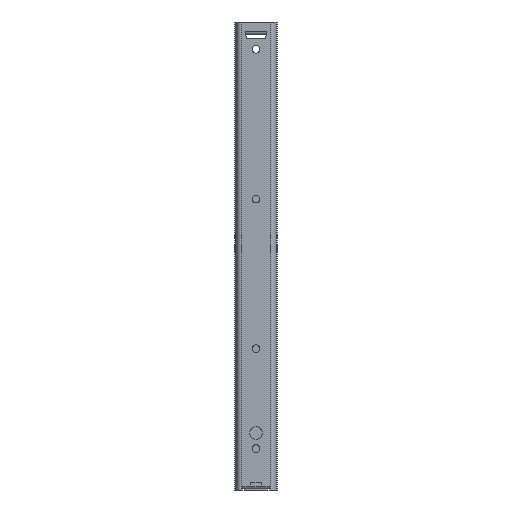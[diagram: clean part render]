
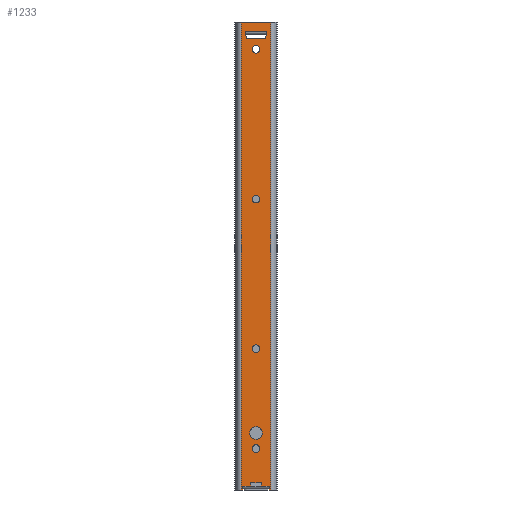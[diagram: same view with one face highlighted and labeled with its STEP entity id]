
A CAD part, front view. The second image highlights one B-rep face of the part: STEP entity #1233.
In plain terms, the highlighted planar face has unit normal (0, -1, 0).
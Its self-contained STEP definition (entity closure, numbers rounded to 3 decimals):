
#75=DIRECTION('',(1.,0.,0.));
#76=VECTOR('',#75,19.207);
#77=CARTESIAN_POINT('',(-9.604,0.,0.));
#78=LINE('',#77,#76);
#126=DIRECTION('',(0.,0.,1.));
#127=VECTOR('',#126,2.5);
#128=CARTESIAN_POINT('',(-8.5,0.,-300.));
#129=LINE('',#128,#127);
#139=CARTESIAN_POINT('',(0.,0.,-273.5));
#140=DIRECTION('',(0.,-1.,0.));
#141=DIRECTION('',(1.,0.,0.));
#142=AXIS2_PLACEMENT_3D('',#139,#140,#141);
#144=CARTESIAN_POINT('',(0.,0.,-273.5));
#145=DIRECTION('',(0.,-1.,0.));
#146=DIRECTION('',(-1.,0.,0.));
#147=AXIS2_PLACEMENT_3D('',#144,#145,#146);
#149=CARTESIAN_POINT('',(0.,0.,-209.5));
#150=DIRECTION('',(0.,-1.,0.));
#151=DIRECTION('',(1.,0.,0.));
#152=AXIS2_PLACEMENT_3D('',#149,#150,#151);
#154=CARTESIAN_POINT('',(0.,0.,-209.5));
#155=DIRECTION('',(0.,-1.,0.));
#156=DIRECTION('',(-1.,0.,0.));
#157=AXIS2_PLACEMENT_3D('',#154,#155,#156);
#159=CARTESIAN_POINT('',(0.,0.,-113.5));
#160=DIRECTION('',(0.,-1.,0.));
#161=DIRECTION('',(1.,0.,0.));
#162=AXIS2_PLACEMENT_3D('',#159,#160,#161);
#164=CARTESIAN_POINT('',(0.,0.,-113.5));
#165=DIRECTION('',(0.,-1.,0.));
#166=DIRECTION('',(-1.,0.,0.));
#167=AXIS2_PLACEMENT_3D('',#164,#165,#166);
#169=CARTESIAN_POINT('',(0.,0.,-263.5));
#170=DIRECTION('',(0.,-1.,0.));
#171=DIRECTION('',(1.,0.,0.));
#172=AXIS2_PLACEMENT_3D('',#169,#170,#171);
#174=CARTESIAN_POINT('',(0.,0.,-263.5));
#175=DIRECTION('',(0.,-1.,0.));
#176=DIRECTION('',(-1.,0.,0.));
#177=AXIS2_PLACEMENT_3D('',#174,#175,#176);
#179=DIRECTION('',(-0.423,0.,0.906));
#180=VECTOR('',#179,1.729);
#181=CARTESIAN_POINT('',(-6.019,0.,-10.023));
#182=LINE('',#181,#180);
#183=DIRECTION('',(-1.,0.,0.));
#184=VECTOR('',#183,10.226);
#185=CARTESIAN_POINT('',(5.113,0.,-10.6));
#186=LINE('',#185,#184);
#187=DIRECTION('',(-0.423,0.,-0.906));
#188=VECTOR('',#187,1.729);
#189=CARTESIAN_POINT('',(6.75,0.,-8.455));
#190=LINE('',#189,#188);
#191=DIRECTION('',(1.,0.,0.));
#192=VECTOR('',#191,5.);
#193=CARTESIAN_POINT('',(-8.5,0.,-297.5));
#194=LINE('',#193,#192);
#195=DIRECTION('',(1.,0.,0.));
#196=VECTOR('',#195,1.104);
#197=CARTESIAN_POINT('',(-9.604,0.,-300.));
#198=LINE('',#197,#196);
#199=DIRECTION('',(-1.,0.,0.));
#200=VECTOR('',#199,1.104);
#201=CARTESIAN_POINT('',(9.604,0.,-300.));
#202=LINE('',#201,#200);
#203=DIRECTION('',(1.,0.,0.));
#204=VECTOR('',#203,5.);
#205=CARTESIAN_POINT('',(3.5,0.,-297.5));
#206=LINE('',#205,#204);
#207=DIRECTION('',(0.,0.,-1.));
#208=VECTOR('',#207,2.2);
#209=CARTESIAN_POINT('',(3.5,0.,-295.3));
#210=LINE('',#209,#208);
#211=DIRECTION('',(1.,0.,0.));
#212=VECTOR('',#211,7.);
#213=CARTESIAN_POINT('',(-3.5,0.,-295.3));
#214=LINE('',#213,#212);
#215=DIRECTION('',(0.,0.,1.));
#216=VECTOR('',#215,2.2);
#217=CARTESIAN_POINT('',(-3.5,0.,-297.5));
#218=LINE('',#217,#216);
#219=CARTESIAN_POINT('',(0.,0.,-17.5));
#220=DIRECTION('',(0.,-1.,0.));
#221=DIRECTION('',(1.,0.,0.));
#222=AXIS2_PLACEMENT_3D('',#219,#220,#221);
#224=CARTESIAN_POINT('',(0.,0.,-17.5));
#225=DIRECTION('',(0.,-1.,0.));
#226=DIRECTION('',(-1.,0.,0.));
#227=AXIS2_PLACEMENT_3D('',#224,#225,#226);
#375=DIRECTION('',(0.,0.,-1.));
#376=VECTOR('',#375,2.205);
#377=CARTESIAN_POINT('',(6.75,0.,-6.25));
#378=LINE('',#377,#376);
#379=DIRECTION('',(1.,0.,0.));
#380=VECTOR('',#379,13.5);
#381=CARTESIAN_POINT('',(-6.75,0.,-6.25));
#382=LINE('',#381,#380);
#491=DIRECTION('',(0.,0.,1.));
#492=VECTOR('',#491,2.205);
#493=CARTESIAN_POINT('',(-6.75,0.,-8.455));
#494=LINE('',#493,#492);
#516=CARTESIAN_POINT('',(-5.113,0.,-9.6));
#517=DIRECTION('',(0.,1.,0.));
#518=DIRECTION('',(0.,0.,-1.));
#519=AXIS2_PLACEMENT_3D('',#516,#517,#518);
#534=CARTESIAN_POINT('',(5.113,0.,-9.6));
#535=DIRECTION('',(0.,1.,0.));
#536=DIRECTION('',(0.906,0.,-0.423));
#537=AXIS2_PLACEMENT_3D('',#534,#535,#536);
#552=DIRECTION('',(0.,0.,-1.));
#553=VECTOR('',#552,2.5);
#554=CARTESIAN_POINT('',(8.5,0.,-297.5));
#555=LINE('',#554,#553);
#656=DIRECTION('',(0.,0.,-1.));
#657=VECTOR('',#656,300.);
#658=CARTESIAN_POINT('',(9.604,0.,0.));
#659=LINE('',#658,#657);
#793=DIRECTION('',(0.,0.,-1.));
#794=VECTOR('',#793,300.);
#795=CARTESIAN_POINT('',(-9.604,0.,0.));
#796=LINE('',#795,#794);
#817=CARTESIAN_POINT('',(9.604,0.,0.));
#819=VERTEX_POINT('',#817);
#822=CARTESIAN_POINT('',(-9.604,0.,0.));
#824=VERTEX_POINT('',#822);
#854=CARTESIAN_POINT('',(6.75,0.,-8.455));
#856=VERTEX_POINT('',#854);
#858=CARTESIAN_POINT('',(-6.75,0.,-8.455));
#860=VERTEX_POINT('',#858);
#862=CARTESIAN_POINT('',(-6.019,0.,-10.023));
#864=VERTEX_POINT('',#862);
#866=CARTESIAN_POINT('',(-5.113,0.,-10.6));
#868=VERTEX_POINT('',#866);
#870=CARTESIAN_POINT('',(5.113,0.,-10.6));
#872=VERTEX_POINT('',#870);
#874=CARTESIAN_POINT('',(6.019,0.,-10.023));
#876=VERTEX_POINT('',#874);
#893=CARTESIAN_POINT('',(-6.75,0.,-6.25));
#894=CARTESIAN_POINT('',(6.75,0.,-6.25));
#895=VERTEX_POINT('',#893);
#896=VERTEX_POINT('',#894);
#917=CARTESIAN_POINT('',(-3.5,0.,-295.3));
#918=CARTESIAN_POINT('',(3.5,0.,-295.3));
#919=VERTEX_POINT('',#917);
#920=VERTEX_POINT('',#918);
#941=CARTESIAN_POINT('',(9.604,0.,-300.));
#942=VERTEX_POINT('',#941);
#943=CARTESIAN_POINT('',(-9.604,0.,-300.));
#944=VERTEX_POINT('',#943);
#945=CARTESIAN_POINT('',(-8.5,0.,-300.));
#947=VERTEX_POINT('',#945);
#949=CARTESIAN_POINT('',(8.5,0.,-300.));
#951=VERTEX_POINT('',#949);
#969=CARTESIAN_POINT('',(-8.5,0.,-297.5));
#970=CARTESIAN_POINT('',(-3.5,0.,-297.5));
#971=VERTEX_POINT('',#969);
#972=VERTEX_POINT('',#970);
#973=CARTESIAN_POINT('',(3.5,0.,-297.5));
#974=CARTESIAN_POINT('',(8.5,0.,-297.5));
#975=VERTEX_POINT('',#973);
#976=VERTEX_POINT('',#974);
#989=CARTESIAN_POINT('',(2.5,0.,-17.5));
#990=CARTESIAN_POINT('',(-2.5,0.,-17.5));
#991=VERTEX_POINT('',#989);
#992=VERTEX_POINT('',#990);
#997=CARTESIAN_POINT('',(2.5,0.,-113.5));
#998=CARTESIAN_POINT('',(-2.5,0.,-113.5));
#999=VERTEX_POINT('',#997);
#1000=VERTEX_POINT('',#998);
#1005=CARTESIAN_POINT('',(2.5,0.,-209.5));
#1006=CARTESIAN_POINT('',(-2.5,0.,-209.5));
#1007=VERTEX_POINT('',#1005);
#1008=VERTEX_POINT('',#1006);
#1013=CARTESIAN_POINT('',(4.,0.,-263.5));
#1014=CARTESIAN_POINT('',(-4.,0.,-263.5));
#1015=VERTEX_POINT('',#1013);
#1016=VERTEX_POINT('',#1014);
#1021=CARTESIAN_POINT('',(2.5,0.,-273.5));
#1022=CARTESIAN_POINT('',(-2.5,0.,-273.5));
#1023=VERTEX_POINT('',#1021);
#1024=VERTEX_POINT('',#1022);
#1157=CARTESIAN_POINT('',(-11.162,0.,0.));
#1158=DIRECTION('',(0.,-1.,0.));
#1159=DIRECTION('',(1.,0.,0.));
#1160=AXIS2_PLACEMENT_3D('',#1157,#1158,#1159);
#1161=PLANE('',#1160);
#1163=ORIENTED_EDGE('',*,*,#1162,.F.);
#1164=ORIENTED_EDGE('',*,*,#1147,.F.);
#1165=ORIENTED_EDGE('',*,*,#1137,.F.);
#1167=ORIENTED_EDGE('',*,*,#1166,.F.);
#1168=ORIENTED_EDGE('',*,*,#1058,.T.);
#1170=ORIENTED_EDGE('',*,*,#1169,.T.);
#1172=ORIENTED_EDGE('',*,*,#1171,.T.);
#1174=ORIENTED_EDGE('',*,*,#1173,.F.);
#1176=ORIENTED_EDGE('',*,*,#1175,.F.);
#1178=ORIENTED_EDGE('',*,*,#1177,.F.);
#1180=ORIENTED_EDGE('',*,*,#1179,.F.);
#1182=ORIENTED_EDGE('',*,*,#1181,.F.);
#1183=EDGE_LOOP('',(#1163,#1164,#1165,#1167,#1168,#1170,#1172,#1174,#1176,#1178,
#1180,#1182));
#1184=FACE_OUTER_BOUND('',#1183,.F.);
#1186=ORIENTED_EDGE('',*,*,#1185,.T.);
#1188=ORIENTED_EDGE('',*,*,#1187,.T.);
#1189=EDGE_LOOP('',(#1186,#1188));
#1190=FACE_BOUND('',#1189,.F.);
#1192=ORIENTED_EDGE('',*,*,#1191,.T.);
#1194=ORIENTED_EDGE('',*,*,#1193,.T.);
#1195=EDGE_LOOP('',(#1192,#1194));
#1196=FACE_BOUND('',#1195,.F.);
#1198=ORIENTED_EDGE('',*,*,#1197,.T.);
#1200=ORIENTED_EDGE('',*,*,#1199,.T.);
#1201=EDGE_LOOP('',(#1198,#1200));
#1202=FACE_BOUND('',#1201,.F.);
#1204=ORIENTED_EDGE('',*,*,#1203,.T.);
#1206=ORIENTED_EDGE('',*,*,#1205,.T.);
#1207=EDGE_LOOP('',(#1204,#1206));
#1208=FACE_BOUND('',#1207,.F.);
#1210=ORIENTED_EDGE('',*,*,#1209,.F.);
#1212=ORIENTED_EDGE('',*,*,#1211,.F.);
#1214=ORIENTED_EDGE('',*,*,#1213,.F.);
#1216=ORIENTED_EDGE('',*,*,#1215,.F.);
#1218=ORIENTED_EDGE('',*,*,#1217,.F.);
#1220=ORIENTED_EDGE('',*,*,#1219,.F.);
#1222=ORIENTED_EDGE('',*,*,#1221,.F.);
#1224=ORIENTED_EDGE('',*,*,#1223,.F.);
#1225=EDGE_LOOP('',(#1210,#1212,#1214,#1216,#1218,#1220,#1222,#1224));
#1226=FACE_BOUND('',#1225,.F.);
#1228=ORIENTED_EDGE('',*,*,#1227,.T.);
#1230=ORIENTED_EDGE('',*,*,#1229,.T.);
#1231=EDGE_LOOP('',(#1228,#1230));
#1232=FACE_BOUND('',#1231,.F.);
#1233=ADVANCED_FACE('',(#1184,#1190,#1196,#1202,#1208,#1226,#1232),#1161,.T.);
#143=CIRCLE('',#142,2.5);
#148=CIRCLE('',#147,2.5);
#153=CIRCLE('',#152,2.5);
#158=CIRCLE('',#157,2.5);
#163=CIRCLE('',#162,2.5);
#168=CIRCLE('',#167,2.5);
#173=CIRCLE('',#172,4.);
#178=CIRCLE('',#177,4.);
#223=CIRCLE('',#222,2.5);
#228=CIRCLE('',#227,2.5);
#520=CIRCLE('',#519,1.);
#538=CIRCLE('',#537,1.);
#1058=EDGE_CURVE('',#824,#819,#78,.T.);
#1137=EDGE_CURVE('',#944,#947,#198,.T.);
#1147=EDGE_CURVE('',#947,#971,#129,.T.);
#1162=EDGE_CURVE('',#971,#972,#194,.T.);
#1166=EDGE_CURVE('',#824,#944,#796,.T.);
#1169=EDGE_CURVE('',#819,#942,#659,.T.);
#1171=EDGE_CURVE('',#942,#951,#202,.T.);
#1173=EDGE_CURVE('',#976,#951,#555,.T.);
#1175=EDGE_CURVE('',#975,#976,#206,.T.);
#1177=EDGE_CURVE('',#920,#975,#210,.T.);
#1179=EDGE_CURVE('',#919,#920,#214,.T.);
#1181=EDGE_CURVE('',#972,#919,#218,.T.);
#1185=EDGE_CURVE('',#1023,#1024,#143,.T.);
#1187=EDGE_CURVE('',#1024,#1023,#148,.T.);
#1191=EDGE_CURVE('',#1007,#1008,#153,.T.);
#1193=EDGE_CURVE('',#1008,#1007,#158,.T.);
#1197=EDGE_CURVE('',#999,#1000,#163,.T.);
#1199=EDGE_CURVE('',#1000,#999,#168,.T.);
#1203=EDGE_CURVE('',#1015,#1016,#173,.T.);
#1205=EDGE_CURVE('',#1016,#1015,#178,.T.);
#1209=EDGE_CURVE('',#895,#896,#382,.T.);
#1211=EDGE_CURVE('',#860,#895,#494,.T.);
#1213=EDGE_CURVE('',#864,#860,#182,.T.);
#1215=EDGE_CURVE('',#868,#864,#520,.T.);
#1217=EDGE_CURVE('',#872,#868,#186,.T.);
#1219=EDGE_CURVE('',#876,#872,#538,.T.);
#1221=EDGE_CURVE('',#856,#876,#190,.T.);
#1223=EDGE_CURVE('',#896,#856,#378,.T.);
#1227=EDGE_CURVE('',#991,#992,#223,.T.);
#1229=EDGE_CURVE('',#992,#991,#228,.T.);
